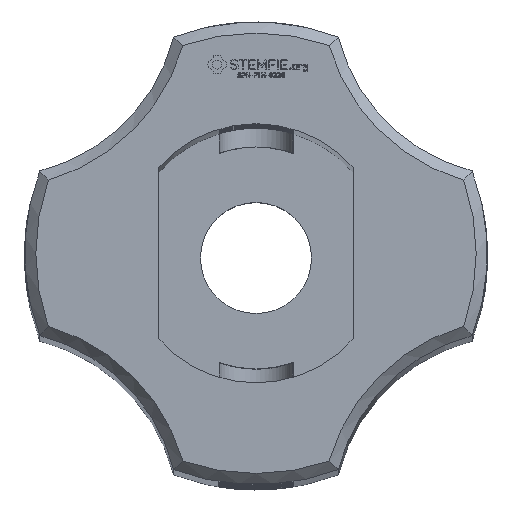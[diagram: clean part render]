
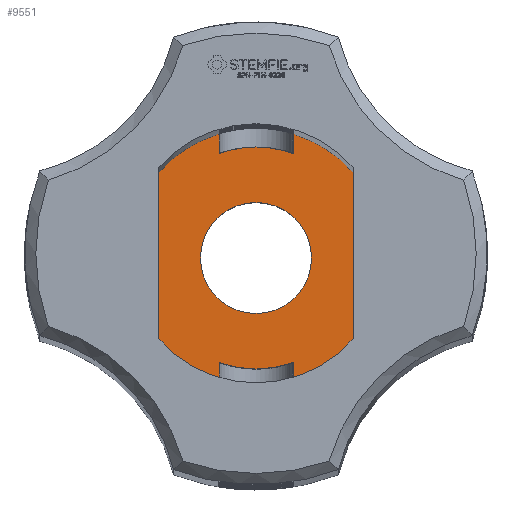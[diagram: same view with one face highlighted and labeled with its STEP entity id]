
A CAD part, top view. The second image highlights one B-rep face of the part: STEP entity #9551.
In plain terms, the highlighted planar face has unit normal (0, 0, 1).
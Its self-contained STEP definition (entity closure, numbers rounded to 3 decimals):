
#2556 = VERTEX_POINT('',#2557);
#2557 = CARTESIAN_POINT('',(2.829,0.998,11.));
#2580 = EDGE_CURVE('',#2581,#2556,#2583,.T.);
#2581 = VERTEX_POINT('',#2582);
#2582 = CARTESIAN_POINT('',(2.625,0.998,11.));
#2583 = LINE('',#2584,#2585);
#2584 = CARTESIAN_POINT('',(87.069,0.998,11.));
#2585 = VECTOR('',#2586,1.);
#2586 = DIRECTION('',(1.,0.,0.));
#2589 = VERTEX_POINT('',#2590);
#2590 = CARTESIAN_POINT('',(2.625,-0.998,11.));
#2597 = EDGE_CURVE('',#2589,#2598,#2600,.T.);
#2598 = VERTEX_POINT('',#2599);
#2599 = CARTESIAN_POINT('',(2.829,-0.998,11.));
#2600 = LINE('',#2601,#2602);
#2601 = CARTESIAN_POINT('',(87.069,-0.998,11.));
#2602 = VECTOR('',#2603,1.);
#2603 = DIRECTION('',(1.,0.,0.));
#9431 = EDGE_CURVE('',#9432,#2581,#9434,.T.);
#9432 = VERTEX_POINT('',#9433);
#9433 = CARTESIAN_POINT('',(2.625,2.315,11.));
#9434 = LINE('',#9435,#9436);
#9435 = CARTESIAN_POINT('',(2.625,2.315,11.));
#9436 = VECTOR('',#9437,1.);
#9437 = DIRECTION('',(0.,-1.,0.));
#9447 = VERTEX_POINT('',#9448);
#9448 = CARTESIAN_POINT('',(2.625,-2.315,11.));
#9454 = EDGE_CURVE('',#2589,#9447,#9455,.T.);
#9455 = LINE('',#9456,#9457);
#9456 = CARTESIAN_POINT('',(2.625,2.315,11.));
#9457 = VECTOR('',#9458,1.);
#9458 = DIRECTION('',(0.,-1.,0.));
#9538 = EDGE_CURVE('',#2556,#2598,#9539,.T.);
#9539 = CIRCLE('',#9540,3.);
#9540 = AXIS2_PLACEMENT_3D('',#9541,#9542,#9543);
#9541 = CARTESIAN_POINT('',(0.,0.,11.));
#9542 = DIRECTION('',(0.,0.,-1.));
#9543 = DIRECTION('',(0.,1.,0.));
#9551 = ADVANCED_FACE('',(#9552,#9693),#9704,.T.);
#9552 = FACE_BOUND('',#9553,.T.);
#9553 = EDGE_LOOP('',(#9554,#9555,#9556,#9557,#9558,#9567,#9575,#9584,
    #9593,#9601,#9610,#9618,#9626,#9635,#9643,#9651,#9660,#9668,#9677,
    #9685,#9692));
#9554 = ORIENTED_EDGE('',*,*,#2597,.T.);
#9555 = ORIENTED_EDGE('',*,*,#9538,.F.);
#9556 = ORIENTED_EDGE('',*,*,#2580,.F.);
#9557 = ORIENTED_EDGE('',*,*,#9431,.F.);
#9558 = ORIENTED_EDGE('',*,*,#9559,.T.);
#9559 = EDGE_CURVE('',#9432,#9560,#9562,.T.);
#9560 = VERTEX_POINT('',#9561);
#9561 = CARTESIAN_POINT('',(0.998,3.355,11.));
#9562 = CIRCLE('',#9563,3.5);
#9563 = AXIS2_PLACEMENT_3D('',#9564,#9565,#9566);
#9564 = CARTESIAN_POINT('',(0.,0.,11.)
  );
#9565 = DIRECTION('',(0.,0.,1.));
#9566 = DIRECTION('',(1.,0.,0.));
#9567 = ORIENTED_EDGE('',*,*,#9568,.T.);
#9568 = EDGE_CURVE('',#9560,#9569,#9571,.T.);
#9569 = VERTEX_POINT('',#9570);
#9570 = CARTESIAN_POINT('',(0.998,2.829,11.));
#9571 = LINE('',#9572,#9573);
#9572 = CARTESIAN_POINT('',(0.998,-87.069,11.));
#9573 = VECTOR('',#9574,1.);
#9574 = DIRECTION('',(0.,-1.,0.));
#9575 = ORIENTED_EDGE('',*,*,#9576,.F.);
#9576 = EDGE_CURVE('',#9577,#9569,#9579,.T.);
#9577 = VERTEX_POINT('',#9578);
#9578 = CARTESIAN_POINT('',(0.,3.,11.));
#9579 = CIRCLE('',#9580,3.);
#9580 = AXIS2_PLACEMENT_3D('',#9581,#9582,#9583);
#9581 = CARTESIAN_POINT('',(0.,0.,11.));
#9582 = DIRECTION('',(0.,0.,-1.));
#9583 = DIRECTION('',(0.,1.,0.));
#9584 = ORIENTED_EDGE('',*,*,#9585,.F.);
#9585 = EDGE_CURVE('',#9586,#9577,#9588,.T.);
#9586 = VERTEX_POINT('',#9587);
#9587 = CARTESIAN_POINT('',(-0.998,2.829,11.));
#9588 = CIRCLE('',#9589,3.);
#9589 = AXIS2_PLACEMENT_3D('',#9590,#9591,#9592);
#9590 = CARTESIAN_POINT('',(0.,0.,11.));
#9591 = DIRECTION('',(0.,0.,-1.));
#9592 = DIRECTION('',(0.,1.,0.));
#9593 = ORIENTED_EDGE('',*,*,#9594,.F.);
#9594 = EDGE_CURVE('',#9595,#9586,#9597,.T.);
#9595 = VERTEX_POINT('',#9596);
#9596 = CARTESIAN_POINT('',(-0.998,3.355,11.));
#9597 = LINE('',#9598,#9599);
#9598 = CARTESIAN_POINT('',(-0.998,-87.069,11.));
#9599 = VECTOR('',#9600,1.);
#9600 = DIRECTION('',(0.,-1.,0.));
#9601 = ORIENTED_EDGE('',*,*,#9602,.T.);
#9602 = EDGE_CURVE('',#9595,#9603,#9605,.T.);
#9603 = VERTEX_POINT('',#9604);
#9604 = CARTESIAN_POINT('',(-2.625,2.315,11.));
#9605 = CIRCLE('',#9606,3.5);
#9606 = AXIS2_PLACEMENT_3D('',#9607,#9608,#9609);
#9607 = CARTESIAN_POINT('',(0.,0.,11.)
  );
#9608 = DIRECTION('',(0.,0.,1.));
#9609 = DIRECTION('',(1.,0.,0.));
#9610 = ORIENTED_EDGE('',*,*,#9611,.T.);
#9611 = EDGE_CURVE('',#9603,#9612,#9614,.T.);
#9612 = VERTEX_POINT('',#9613);
#9613 = CARTESIAN_POINT('',(-2.625,0.998,11.));
#9614 = LINE('',#9615,#9616);
#9615 = CARTESIAN_POINT('',(-2.625,2.315,11.));
#9616 = VECTOR('',#9617,1.);
#9617 = DIRECTION('',(0.,-1.,0.));
#9618 = ORIENTED_EDGE('',*,*,#9619,.F.);
#9619 = EDGE_CURVE('',#9620,#9612,#9622,.T.);
#9620 = VERTEX_POINT('',#9621);
#9621 = CARTESIAN_POINT('',(-2.829,0.998,11.));
#9622 = LINE('',#9623,#9624);
#9623 = CARTESIAN_POINT('',(87.069,0.998,11.));
#9624 = VECTOR('',#9625,1.);
#9625 = DIRECTION('',(1.,0.,0.));
#9626 = ORIENTED_EDGE('',*,*,#9627,.F.);
#9627 = EDGE_CURVE('',#9628,#9620,#9630,.T.);
#9628 = VERTEX_POINT('',#9629);
#9629 = CARTESIAN_POINT('',(-2.829,-0.998,11.));
#9630 = CIRCLE('',#9631,3.);
#9631 = AXIS2_PLACEMENT_3D('',#9632,#9633,#9634);
#9632 = CARTESIAN_POINT('',(0.,0.,11.));
#9633 = DIRECTION('',(0.,0.,-1.));
#9634 = DIRECTION('',(0.,1.,0.));
#9635 = ORIENTED_EDGE('',*,*,#9636,.T.);
#9636 = EDGE_CURVE('',#9628,#9637,#9639,.T.);
#9637 = VERTEX_POINT('',#9638);
#9638 = CARTESIAN_POINT('',(-2.625,-0.998,11.));
#9639 = LINE('',#9640,#9641);
#9640 = CARTESIAN_POINT('',(87.069,-0.998,11.));
#9641 = VECTOR('',#9642,1.);
#9642 = DIRECTION('',(1.,0.,0.));
#9643 = ORIENTED_EDGE('',*,*,#9644,.T.);
#9644 = EDGE_CURVE('',#9637,#9645,#9647,.T.);
#9645 = VERTEX_POINT('',#9646);
#9646 = CARTESIAN_POINT('',(-2.625,-2.315,11.));
#9647 = LINE('',#9648,#9649);
#9648 = CARTESIAN_POINT('',(-2.625,2.315,11.));
#9649 = VECTOR('',#9650,1.);
#9650 = DIRECTION('',(0.,-1.,0.));
#9651 = ORIENTED_EDGE('',*,*,#9652,.T.);
#9652 = EDGE_CURVE('',#9645,#9653,#9655,.T.);
#9653 = VERTEX_POINT('',#9654);
#9654 = CARTESIAN_POINT('',(-0.998,-3.355,11.));
#9655 = CIRCLE('',#9656,3.5);
#9656 = AXIS2_PLACEMENT_3D('',#9657,#9658,#9659);
#9657 = CARTESIAN_POINT('',(0.,0.,11.)
  );
#9658 = DIRECTION('',(0.,0.,1.));
#9659 = DIRECTION('',(1.,0.,0.));
#9660 = ORIENTED_EDGE('',*,*,#9661,.F.);
#9661 = EDGE_CURVE('',#9662,#9653,#9664,.T.);
#9662 = VERTEX_POINT('',#9663);
#9663 = CARTESIAN_POINT('',(-0.998,-2.829,11.));
#9664 = LINE('',#9665,#9666);
#9665 = CARTESIAN_POINT('',(-0.998,-87.069,11.));
#9666 = VECTOR('',#9667,1.);
#9667 = DIRECTION('',(0.,-1.,0.));
#9668 = ORIENTED_EDGE('',*,*,#9669,.F.);
#9669 = EDGE_CURVE('',#9670,#9662,#9672,.T.);
#9670 = VERTEX_POINT('',#9671);
#9671 = CARTESIAN_POINT('',(0.998,-2.829,11.));
#9672 = CIRCLE('',#9673,3.);
#9673 = AXIS2_PLACEMENT_3D('',#9674,#9675,#9676);
#9674 = CARTESIAN_POINT('',(0.,0.,11.));
#9675 = DIRECTION('',(0.,0.,-1.));
#9676 = DIRECTION('',(0.,1.,0.));
#9677 = ORIENTED_EDGE('',*,*,#9678,.T.);
#9678 = EDGE_CURVE('',#9670,#9679,#9681,.T.);
#9679 = VERTEX_POINT('',#9680);
#9680 = CARTESIAN_POINT('',(0.998,-3.355,11.));
#9681 = LINE('',#9682,#9683);
#9682 = CARTESIAN_POINT('',(0.998,-87.069,11.));
#9683 = VECTOR('',#9684,1.);
#9684 = DIRECTION('',(0.,-1.,0.));
#9685 = ORIENTED_EDGE('',*,*,#9686,.T.);
#9686 = EDGE_CURVE('',#9679,#9447,#9687,.T.);
#9687 = CIRCLE('',#9688,3.5);
#9688 = AXIS2_PLACEMENT_3D('',#9689,#9690,#9691);
#9689 = CARTESIAN_POINT('',(0.,0.,11.)
  );
#9690 = DIRECTION('',(0.,0.,1.));
#9691 = DIRECTION('',(1.,0.,0.));
#9692 = ORIENTED_EDGE('',*,*,#9454,.F.);
#9693 = FACE_BOUND('',#9694,.T.);
#9694 = EDGE_LOOP('',(#9695));
#9695 = ORIENTED_EDGE('',*,*,#9696,.T.);
#9696 = EDGE_CURVE('',#9697,#9697,#9699,.T.);
#9697 = VERTEX_POINT('',#9698);
#9698 = CARTESIAN_POINT('',(0.,1.5,11.));
#9699 = CIRCLE('',#9700,1.5);
#9700 = AXIS2_PLACEMENT_3D('',#9701,#9702,#9703);
#9701 = CARTESIAN_POINT('',(0.,0.,11.));
#9702 = DIRECTION('',(0.,0.,-1.));
#9703 = DIRECTION('',(0.,1.,0.));
#9704 = PLANE('',#9705);
#9705 = AXIS2_PLACEMENT_3D('',#9706,#9707,#9708);
#9706 = CARTESIAN_POINT('',(0.,0.001,11.)
  );
#9707 = DIRECTION('',(0.,0.,1.));
#9708 = DIRECTION('',(0.,1.,0.));
